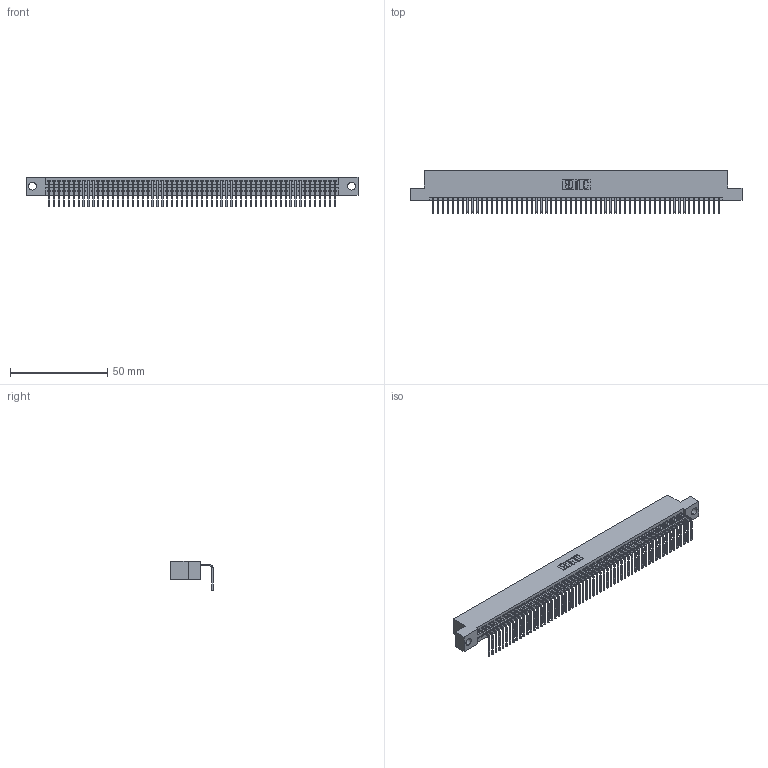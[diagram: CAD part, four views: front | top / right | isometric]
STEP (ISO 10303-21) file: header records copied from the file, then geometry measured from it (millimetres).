
FILE_DESCRIPTION (( 'STEP AP203' ), '1' );
FILE_NAME ('345-059-558-104.STEP', '2021-06-10T14:51:58', ( '' ), ( '' ), 'SwSTEP 2.0', 'SolidWorks 2020', '' );
FILE_SCHEMA (( 'CONFIG_CONTROL_DESIGN' ));
Length unit declared in the file: inch
Products named in the file (3): 345 Part_Flush Mounting Lugs - 0.156 Dia-TI; 345-292-001_558 Tail - 2; 345-059-558-104
Assembly tree (60 placements, depth 2):
  345-059-558-104
    345 Part_Flush Mounting Lugs - 0.156 Dia-TI
    345-292-001_558 Tail - 2  x59
Bounding box: 171.07 x 21.83 x 15.37 mm (x, y, z)
Volume: 16478.2 mm3; surface area: 23126.6 mm2
Topology: 60 solids, 60 shells, 3680 faces, 11115 edges, 7330 vertices
Faces by surface type: plane 2572, cylinder 1108
Entity records: 42619 total; most frequent: CARTESIAN_POINT 7391, ORIENTED_EDGE 7382, DIRECTION 6429, EDGE_CURVE 3691, VECTOR 3323, LINE 3323, VERTEX_POINT 2458, AXIS2_PLACEMENT_3D 1553
